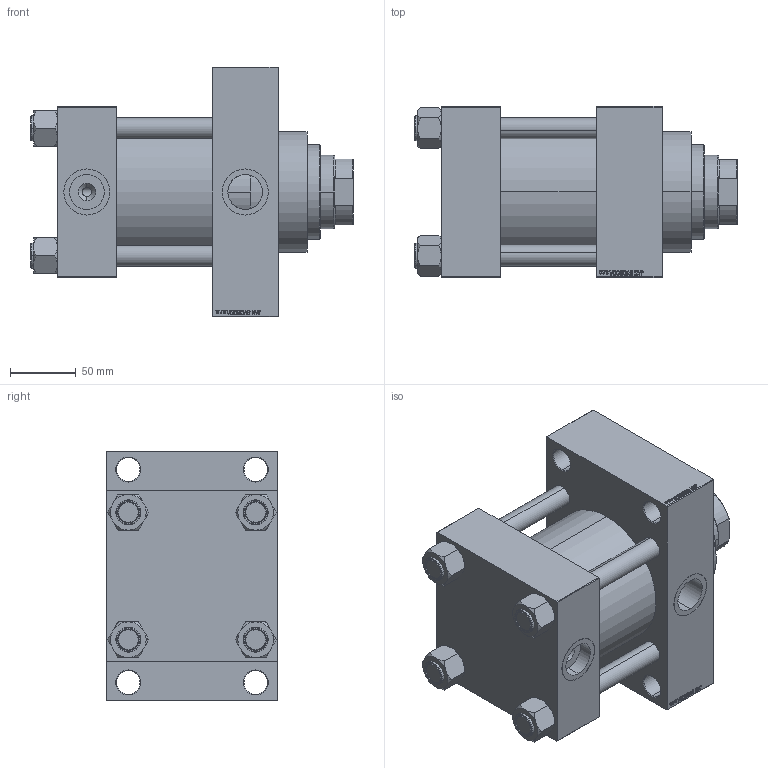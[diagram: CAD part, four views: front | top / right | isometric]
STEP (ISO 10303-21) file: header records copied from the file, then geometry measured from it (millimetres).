
FILE_DESCRIPTION (( 'STEP AP203' ), '1' );
FILE_NAME ('744b.STEP', '2024-02-07T05:23:06', ( '' ), ( '' ), 'SwSTEP 2.0', 'SolidWorks 2019', '' );
FILE_SCHEMA (( 'CONFIG_CONTROL_DESIGN' ));
Length unit declared in the file: millimetre
Products named in the file (6): V215CR_D_Body 450dc8e2fcb23f357b5ee5851dbb7695; 744b; V215_VC_A 450dc8e2fcb23f357b5ee5851dbb7695; V215CR_D_TYCINKA 450dc8e2fcb23f357b5ee5851dbb7695; NUT_M5_D 450dc8e2fcb23f357b5ee5851dbb7695; V215CR_VCP_D 450dc8e2fcb23f357b5ee5851dbb7695
Assembly tree (11 placements, depth 2):
  744b
    V215CR_D_Body 450dc8e2fcb23f357b5ee5851dbb7695
    V215CR_VCP_D 450dc8e2fcb23f357b5ee5851dbb7695
    NUT_M5_D 450dc8e2fcb23f357b5ee5851dbb7695  x4
    V215CR_D_TYCINKA 450dc8e2fcb23f357b5ee5851dbb7695  x4
    V215_VC_A 450dc8e2fcb23f357b5ee5851dbb7695
Bounding box: 245 x 130 x 190 mm (x, y, z)
Volume: 2652882 mm3; surface area: 361922.3 mm2
Topology: 11 solids, 11 shells, 1152 faces, 2912 edges, 1893 vertices
Faces by surface type: plane 545, bspline 368, cone 142, cylinder 89, torus 8
Entity records: 47778 total; most frequent: CARTESIAN_POINT 25226, ORIENTED_EDGE 5088, DIRECTION 3274, EDGE_CURVE 2544, VERTEX_POINT 1671, LINE 1528, VECTOR 1528, EDGE_LOOP 1127
